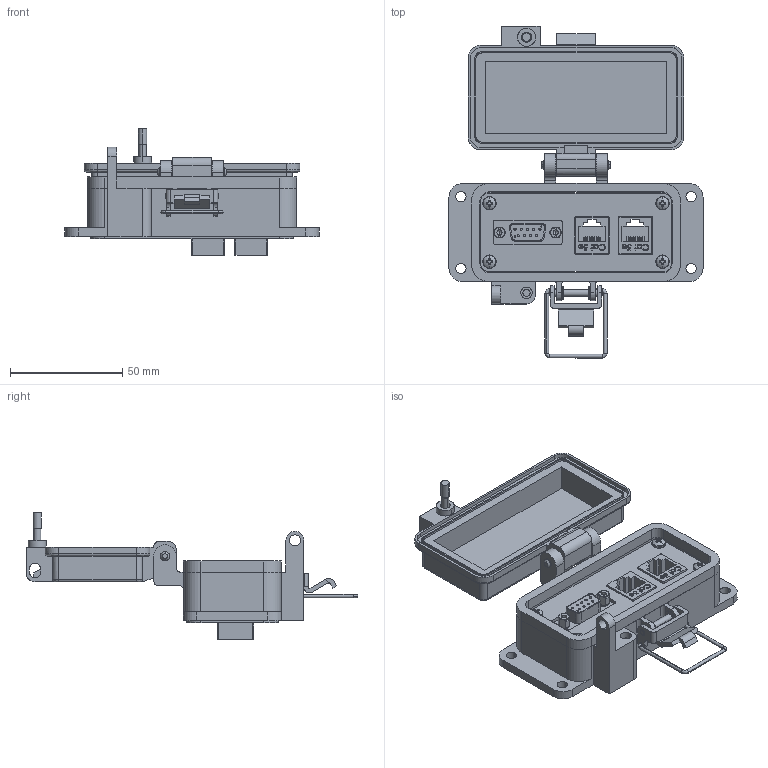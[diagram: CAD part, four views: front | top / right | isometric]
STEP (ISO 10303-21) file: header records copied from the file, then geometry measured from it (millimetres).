
FILE_DESCRIPTION (( 'STEP AP214' ), '1' );
FILE_NAME ('P-Q7R2#2-F3RX_3D.STEP', '2017-09-19T20:38:17', ( '' ), ( '' ), 'SwSTEP 2.0', 'SolidWorks 2017', '' );
FILE_SCHEMA (( 'AUTOMOTIVE_DESIGN' ));
Length unit declared in the file: millimetre
Products named in the file (11): Z-H-F3; R2; Z-300-RJ45CAT5; P-Q7R2#2-F3RX_FP; Q7; Z-BULK-DB9MF; 90272A106_ZINC-PLTD STL PAN HEAD PHILLIPS MACHINE SCREW_90272A106; P-Q7R2#2-F3RX_TP; P-Q7R2#2-F3RX_BP; P-Q7R2#2-F3RX_3D; 92005A124_METRIC PAN HEAD PHILLIPS MACHINE SCREW_92005A124
Assembly tree (18 placements, depth 3):
  P-Q7R2#2-F3RX_3D
    P-Q7R2#2-F3RX_BP
    P-Q7R2#2-F3RX_TP
    90272A106_ZINC-PLTD STL PAN HEAD PHILLIPS MACHINE SCREW_90272A106  x5
    Q7
      Z-BULK-DB9MF
    P-Q7R2#2-F3RX_FP
    R2  x2
      Z-300-RJ45CAT5
    Z-H-F3
    92005A124_METRIC PAN HEAD PHILLIPS MACHINE SCREW_92005A124  x4
Bounding box: 113 x 147.61 x 56.19 mm (x, y, z)
Volume: 95999 mm3; surface area: 76622.7 mm2
Topology: 29 solids, 29 shells, 2891 faces, 7980 edges, 5239 vertices
Faces by surface type: cylinder 1314, plane 1015, bspline 355, cone 153, torus 36, sphere 18
Entity records: 72197 total; most frequent: CARTESIAN_POINT 24197, ORIENTED_EDGE 8808, DIRECTION 7109, EDGE_CURVE 4404, VERTEX_POINT 2884, VECTOR 2469, LINE 2469, AXIS2_PLACEMENT_3D 2320
